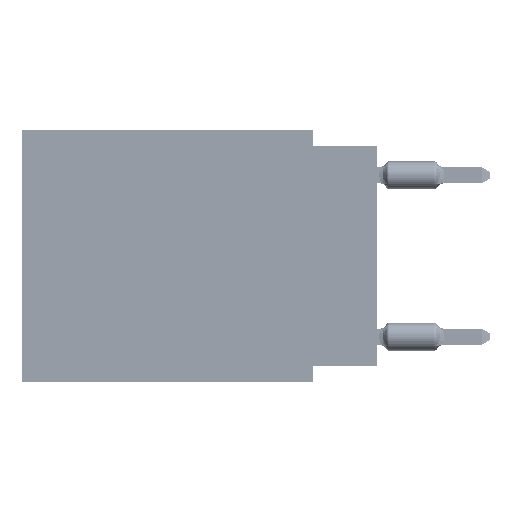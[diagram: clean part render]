
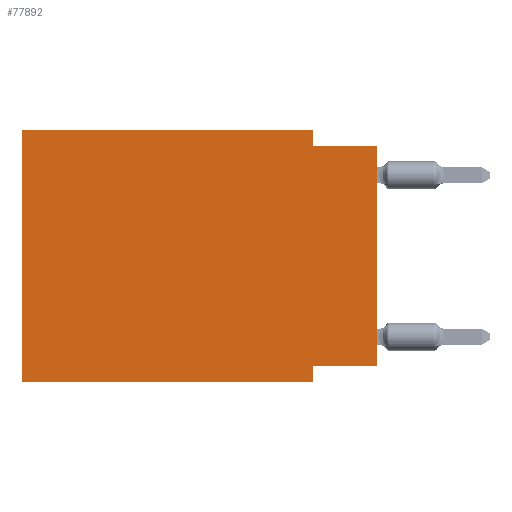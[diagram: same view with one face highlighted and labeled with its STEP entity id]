
A CAD part, left-side view. The second image highlights one B-rep face of the part: STEP entity #77892.
In plain terms, the highlighted planar face has unit normal (-1, 0, 0).
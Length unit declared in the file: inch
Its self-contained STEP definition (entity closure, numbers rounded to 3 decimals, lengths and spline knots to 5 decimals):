
#2711 = EDGE_CURVE ( 'NONE', #18698, #26945, #17263, .T. ) ;
#2752 = VECTOR ( 'NONE', #54866, 39.37008 ) ;
#4358 = LINE ( 'NONE', #4760, #49722 ) ;
#4760 = CARTESIAN_POINT ( 'NONE',  ( 0., 0.55, 0. ) ) ;
#5003 = CARTESIAN_POINT ( 'NONE',  ( 0., 0.1, -0.39 ) ) ;
#6983 = VERTEX_POINT ( 'NONE', #47790 ) ;
#7062 = DIRECTION ( 'NONE',  ( 0., -1., 0. ) ) ;
#8423 = CARTESIAN_POINT ( 'NONE',  ( 0., 0.1, -0.365 ) ) ;
#10777 = EDGE_CURVE ( 'NONE', #6983, #49250, #65581, .T. ) ;
#11413 = DIRECTION ( 'NONE',  ( 0., 0., -1. ) ) ;
#11428 = EDGE_CURVE ( 'NONE', #30288, #62796, #57126, .T. ) ;
#11771 = ORIENTED_EDGE ( 'NONE', *, *, #55676, .F. ) ;
#14197 = ORIENTED_EDGE ( 'NONE', *, *, #10777, .F. ) ;
#14210 = CARTESIAN_POINT ( 'NONE',  ( 0., 0., -0.025 ) ) ;
#14402 = VECTOR ( 'NONE', #80606, 39.37008 ) ;
#14964 = VECTOR ( 'NONE', #57544, 39.37008 ) ;
#15047 = CARTESIAN_POINT ( 'NONE',  ( 0., 0.55, -0.39 ) ) ;
#17263 = LINE ( 'NONE', #22660, #2752 ) ;
#17549 = VERTEX_POINT ( 'NONE', #14210 ) ;
#17699 = FACE_OUTER_BOUND ( 'NONE', #29582, .T. ) ;
#18698 = VERTEX_POINT ( 'NONE', #15047 ) ;
#19125 = ORIENTED_EDGE ( 'NONE', *, *, #2711, .T. ) ;
#19180 = VECTOR ( 'NONE', #7062, 39.37008 ) ;
#19488 = LINE ( 'NONE', #36856, #44217 ) ;
#22660 = CARTESIAN_POINT ( 'NONE',  ( 0., 0.55, -0.39 ) ) ;
#23556 = EDGE_CURVE ( 'NONE', #43979, #6983, #19488, .T. ) ;
#24849 = DIRECTION ( 'NONE',  ( 0., -1., 0. ) ) ;
#26945 = VERTEX_POINT ( 'NONE', #71781 ) ;
#28208 = CARTESIAN_POINT ( 'NONE',  ( 0., 0., 0. ) ) ;
#29582 = EDGE_LOOP ( 'NONE', ( #40780, #68983, #14197, #63210, #32066, #19125, #11771, #78101 ) ) ;
#30288 = VERTEX_POINT ( 'NONE', #38592 ) ;
#32066 = ORIENTED_EDGE ( 'NONE', *, *, #69716, .F. ) ;
#36856 = CARTESIAN_POINT ( 'NONE',  ( 0., 0.55, 0. ) ) ;
#37366 = CARTESIAN_POINT ( 'NONE',  ( 0., 0.1, -0.025 ) ) ;
#38592 = CARTESIAN_POINT ( 'NONE',  ( 0., 0., -0.365 ) ) ;
#40710 = EDGE_CURVE ( 'NONE', #49250, #17549, #76451, .T. ) ;
#40780 = ORIENTED_EDGE ( 'NONE', *, *, #58635, .T. ) ;
#43326 = PLANE ( 'NONE',  #63435 ) ;
#43425 = CARTESIAN_POINT ( 'NONE',  ( 0., 0.55, 0. ) ) ;
#43979 = VERTEX_POINT ( 'NONE', #43425 ) ;
#44217 = VECTOR ( 'NONE', #24849, 39.37008 ) ;
#44754 = CARTESIAN_POINT ( 'NONE',  ( 0., 0., -0.365 ) ) ;
#46937 = DIRECTION ( 'NONE',  ( 0., 0., 1. ) ) ;
#47790 = CARTESIAN_POINT ( 'NONE',  ( 0., 0.1, 0. ) ) ;
#48875 = VECTOR ( 'NONE', #60000, 39.37008 ) ;
#49250 = VERTEX_POINT ( 'NONE', #37366 ) ;
#49722 = VECTOR ( 'NONE', #46937, 39.37008 ) ;
#54866 = DIRECTION ( 'NONE',  ( 0., -1., 0. ) ) ;
#55676 = EDGE_CURVE ( 'NONE', #62796, #26945, #67809, .T. ) ;
#55696 = DIRECTION ( 'NONE',  ( 1., 0., 0. ) ) ;
#55727 = LINE ( 'NONE', #28208, #48875 ) ;
#56498 = CARTESIAN_POINT ( 'NONE',  ( 0., 0.55, 0. ) ) ;
#57126 = LINE ( 'NONE', #44754, #14964 ) ;
#57544 = DIRECTION ( 'NONE',  ( 0., 1., 0. ) ) ;
#58635 = EDGE_CURVE ( 'NONE', #30288, #17549, #55727, .T. ) ;
#59347 = CARTESIAN_POINT ( 'NONE',  ( 0., 0., -0.025 ) ) ;
#60000 = DIRECTION ( 'NONE',  ( 0., 0., 1. ) ) ;
#61480 = DIRECTION ( 'NONE',  ( 0., 0., -1. ) ) ;
#61509 = VECTOR ( 'NONE', #11413, 39.37008 ) ;
#62796 = VERTEX_POINT ( 'NONE', #8423 ) ;
#63210 = ORIENTED_EDGE ( 'NONE', *, *, #23556, .F. ) ;
#63435 = AXIS2_PLACEMENT_3D ( 'NONE', #56498, #55696, #61480 ) ;
#65581 = LINE ( 'NONE', #68030, #61509 ) ;
#67809 = LINE ( 'NONE', #5003, #14402 ) ;
#68030 = CARTESIAN_POINT ( 'NONE',  ( 0., 0.1, 0. ) ) ;
#68983 = ORIENTED_EDGE ( 'NONE', *, *, #40710, .F. ) ;
#69716 = EDGE_CURVE ( 'NONE', #18698, #43979, #4358, .T. ) ;
#71781 = CARTESIAN_POINT ( 'NONE',  ( 0., 0.1, -0.39 ) ) ;
#76451 = LINE ( 'NONE', #59347, #19180 ) ;
#77892 = ADVANCED_FACE ( 'NONE', ( #17699 ), #43326, .F. ) ;
#78101 = ORIENTED_EDGE ( 'NONE', *, *, #11428, .F. ) ;
#80606 = DIRECTION ( 'NONE',  ( 0., 0., -1. ) ) ;
